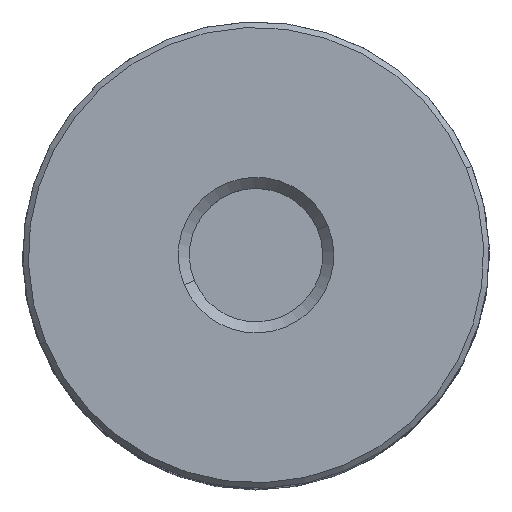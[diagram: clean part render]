
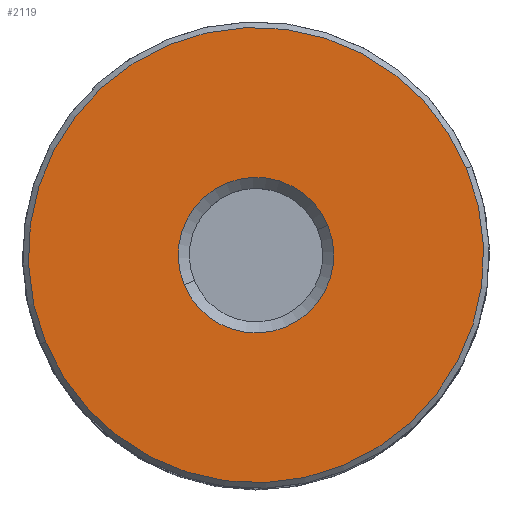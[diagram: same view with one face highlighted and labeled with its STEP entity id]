
A CAD part, top view. The second image highlights one B-rep face of the part: STEP entity #2119.
In plain terms, the highlighted face is planar.
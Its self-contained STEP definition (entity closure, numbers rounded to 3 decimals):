
#29 = PLANE ( 'NONE',  #43 ) ;
#43 = AXIS2_PLACEMENT_3D ( 'NONE', #1288, #1294, #205 ) ;
#65 = EDGE_CURVE ( 'NONE', #804, #1273, #147, .T. ) ;
#147 = CIRCLE ( 'NONE', #2372, 20.49 ) ;
#205 = DIRECTION ( 'NONE',  ( 1., 0., 0. ) ) ;
#325 = FACE_OUTER_BOUND ( 'NONE', #540, .T. ) ;
#451 = EDGE_LOOP ( 'NONE', ( #1945, #1081 ) ) ;
#540 = EDGE_LOOP ( 'NONE', ( #2304, #2039 ) ) ;
#585 = DIRECTION ( 'NONE',  ( 0., 0., -1. ) ) ;
#644 = CIRCLE ( 'NONE', #1545, 20.49 ) ;
#674 = CIRCLE ( 'NONE', #2003, 7. ) ;
#702 = CIRCLE ( 'NONE', #1919, 7. ) ;
#751 = CARTESIAN_POINT ( 'NONE',  ( -20.49, 0., 0. ) ) ;
#754 = FACE_BOUND ( 'NONE', #451, .T. ) ;
#791 = CARTESIAN_POINT ( 'NONE',  ( 7., 0., 0. ) ) ;
#804 = VERTEX_POINT ( 'NONE', #1326 ) ;
#819 = DIRECTION ( 'NONE',  ( 1., 0., 0. ) ) ;
#831 = DIRECTION ( 'NONE',  ( 1., 0., 0. ) ) ;
#990 = CARTESIAN_POINT ( 'NONE',  ( 0., 0., 0. ) ) ;
#1010 = CARTESIAN_POINT ( 'NONE',  ( 0., 0., 0. ) ) ;
#1026 = VERTEX_POINT ( 'NONE', #1971 ) ;
#1060 = DIRECTION ( 'NONE',  ( 0., 0., 1. ) ) ;
#1081 = ORIENTED_EDGE ( 'NONE', *, *, #1450, .T. ) ;
#1273 = VERTEX_POINT ( 'NONE', #751 ) ;
#1288 = CARTESIAN_POINT ( 'NONE',  ( 0., 0., 0. ) ) ;
#1294 = DIRECTION ( 'NONE',  ( 0., 0., 1. ) ) ;
#1326 = CARTESIAN_POINT ( 'NONE',  ( 20.49, 0., 0. ) ) ;
#1386 = EDGE_CURVE ( 'NONE', #1273, #804, #644, .T. ) ;
#1450 = EDGE_CURVE ( 'NONE', #2272, #1026, #702, .T. ) ;
#1545 = AXIS2_PLACEMENT_3D ( 'NONE', #1010, #2117, #831 ) ;
#1677 = DIRECTION ( 'NONE',  ( 1., 0., 0. ) ) ;
#1679 = EDGE_CURVE ( 'NONE', #1026, #2272, #674, .T. ) ;
#1867 = CARTESIAN_POINT ( 'NONE',  ( 0., 0., 0. ) ) ;
#1919 = AXIS2_PLACEMENT_3D ( 'NONE', #990, #2104, #819 ) ;
#1945 = ORIENTED_EDGE ( 'NONE', *, *, #1679, .T. ) ;
#1971 = CARTESIAN_POINT ( 'NONE',  ( -7., 0., 0. ) ) ;
#2003 = AXIS2_PLACEMENT_3D ( 'NONE', #2352, #1060, #2173 ) ;
#2039 = ORIENTED_EDGE ( 'NONE', *, *, #1386, .T. ) ;
#2104 = DIRECTION ( 'NONE',  ( 0., 0., 1. ) ) ;
#2117 = DIRECTION ( 'NONE',  ( 0., 0., -1. ) ) ;
#2119 = ADVANCED_FACE ( 'NONE', ( #754, #325 ), #29, .F. ) ;
#2173 = DIRECTION ( 'NONE',  ( 1., 0., 0. ) ) ;
#2272 = VERTEX_POINT ( 'NONE', #791 ) ;
#2304 = ORIENTED_EDGE ( 'NONE', *, *, #65, .T. ) ;
#2352 = CARTESIAN_POINT ( 'NONE',  ( 0., 0., 0. ) ) ;
#2372 = AXIS2_PLACEMENT_3D ( 'NONE', #1867, #585, #1677 ) ;
